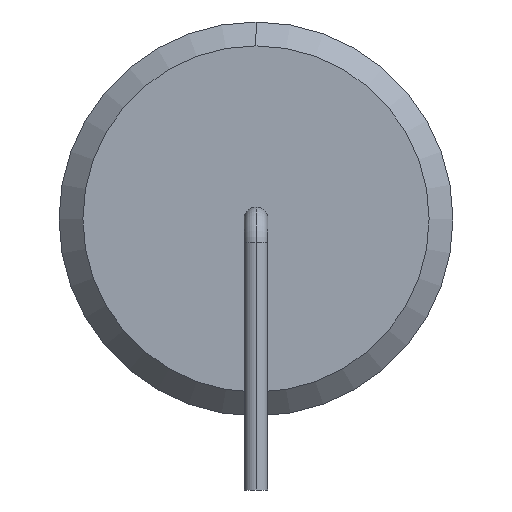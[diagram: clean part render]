
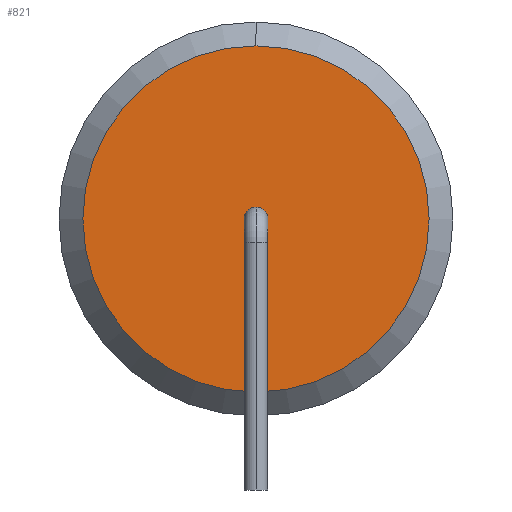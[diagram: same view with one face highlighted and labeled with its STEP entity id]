
A CAD part, left-side view. The second image highlights one B-rep face of the part: STEP entity #821.
In plain terms, the highlighted planar face has unit normal (-1, 0, 0).
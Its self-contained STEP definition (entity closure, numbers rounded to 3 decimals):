
#641=CARTESIAN_POINT('',(-15.75,0.0,15.5));
#642=VERTEX_POINT('',#641);
#651=CARTESIAN_POINT('',(-15.75,0.,1.0));
#652=VERTEX_POINT('',#651);
#653=CARTESIAN_POINT('',(-15.75,0.0,8.25));
#654=DIRECTION('',(1.0,0.0,0.0));
#655=DIRECTION('',(0.0,0.0,1.0));
#656=AXIS2_PLACEMENT_3D('',#653,#654,#655);
#657=CIRCLE('',#656,7.25);
#658=EDGE_CURVE('',#642,#652,#657,.T.);
#802=CARTESIAN_POINT('',(-15.75,0.0,8.25));
#803=DIRECTION('',(1.0,0.0,0.0));
#804=DIRECTION('',(0.0,0.0,1.0));
#805=AXIS2_PLACEMENT_3D('',#802,#803,#804);
#806=CIRCLE('',#805,7.25);
#807=EDGE_CURVE('',#652,#642,#806,.T.);
#812=CARTESIAN_POINT('',(-15.75,0.0,8.25));
#813=DIRECTION('',(-1.0,0.0,0.0));
#814=DIRECTION('',(0.0,0.0,1.0));
#815=AXIS2_PLACEMENT_3D('',#812,#813,#814);
#816=PLANE('',#815);
#817=ORIENTED_EDGE('',*,*,#807,.F.);
#818=ORIENTED_EDGE('',*,*,#658,.F.);
#819=EDGE_LOOP('',(#817,#818));
#820=FACE_OUTER_BOUND('',#819,.T.);
#821=ADVANCED_FACE('',(#820),#816,.T.);
